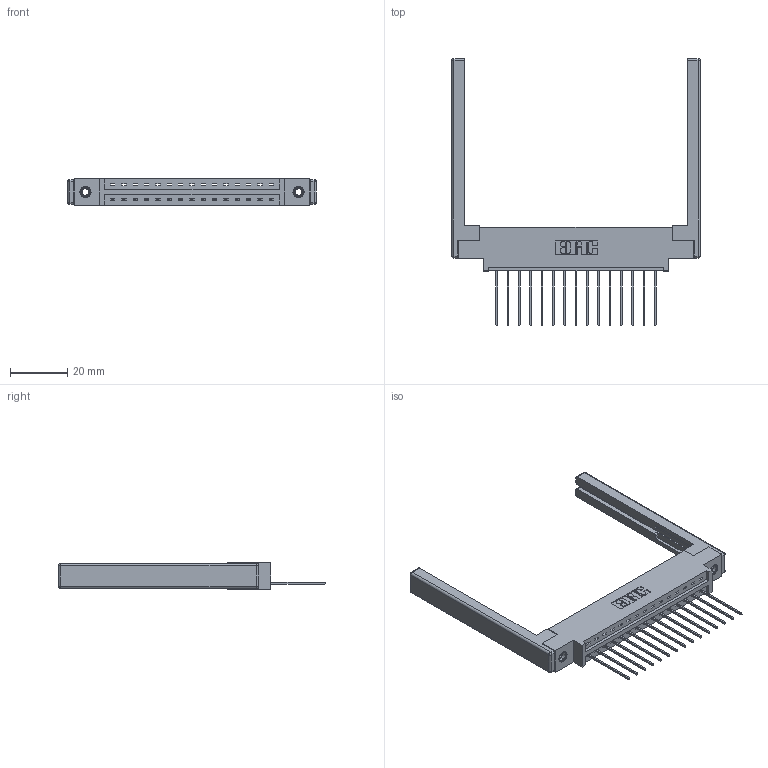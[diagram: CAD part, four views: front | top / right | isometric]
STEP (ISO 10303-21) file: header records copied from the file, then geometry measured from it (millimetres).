
FILE_DESCRIPTION (( 'STEP AP203' ), '1' );
FILE_NAME ('387-015-541-668.STEP', '2019-10-02T17:38:33', ( '' ), ( '' ), 'SwSTEP 2.0', 'SolidWorks 2016', '' );
FILE_SCHEMA (( 'CONFIG_CONTROL_DESIGN' ));
Length unit declared in the file: inch
Products named in the file (5): 345-250-001_345-250-001-102; 387-015-541-668; 307-220-068; 337 Part_0.170 Offset - 0.156 Dia-TI; 345-292-001_345-293-141
Assembly tree (20 placements, depth 2):
  387-015-541-668
    337 Part_0.170 Offset - 0.156 Dia-TI
    345-292-001_345-293-141  x15
    345-250-001_345-250-001-102  x2
    307-220-068  x2
Bounding box: 86.87 x 93.35 x 9.4 mm (x, y, z)
Volume: 13013.8 mm3; surface area: 13253.9 mm2
Topology: 20 solids, 20 shells, 1202 faces, 3533 edges, 2314 vertices
Faces by surface type: plane 852, cylinder 326, cone 12, sphere 8, torus 4
Entity records: 17552 total; most frequent: CARTESIAN_POINT 3012, ORIENTED_EDGE 2952, DIRECTION 2664, EDGE_CURVE 1476, VECTOR 1298, LINE 1298, VERTEX_POINT 974, AXIS2_PLACEMENT_3D 683
